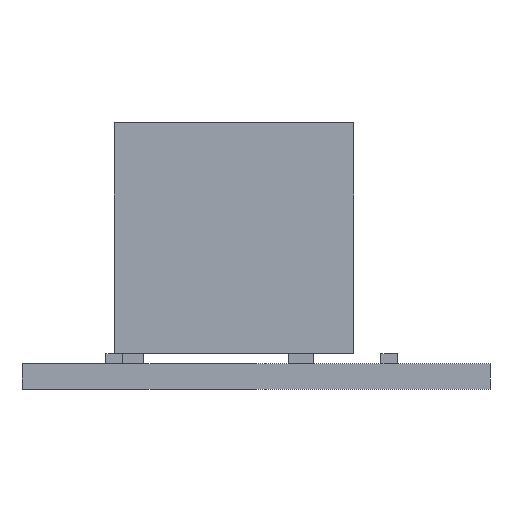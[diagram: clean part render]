
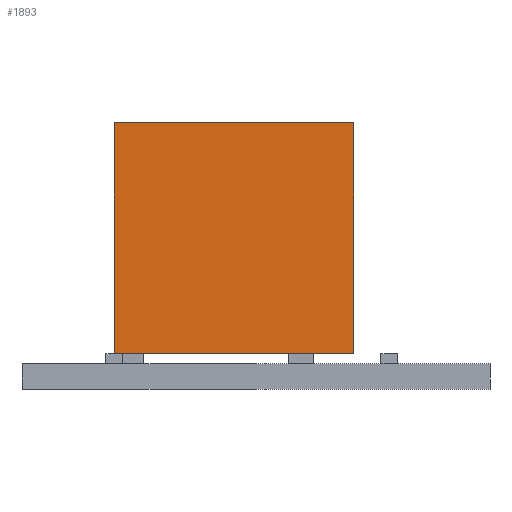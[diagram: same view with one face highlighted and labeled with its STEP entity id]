
A CAD part, front view. The second image highlights one B-rep face of the part: STEP entity #1893.
In plain terms, the highlighted face is planar.
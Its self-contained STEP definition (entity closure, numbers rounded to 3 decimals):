
#18 = CARTESIAN_POINT ( 'NONE',  ( 57., 86., 0. ) ) ;
#105 = EDGE_CURVE ( 'NONE', #653, #1951, #296, .T. ) ;
#141 = PLANE ( 'NONE',  #1758 ) ;
#242 = LINE ( 'NONE', #717, #438 ) ;
#247 = EDGE_CURVE ( 'NONE', #1951, #1155, #1260, .T. ) ;
#268 = EDGE_LOOP ( 'NONE', ( #1282, #654, #519, #1856 ) ) ;
#296 = LINE ( 'NONE', #619, #540 ) ;
#429 = DIRECTION ( 'NONE',  ( -1., 0., 0. ) ) ;
#438 = VECTOR ( 'NONE', #916, 1000. ) ;
#519 = ORIENTED_EDGE ( 'NONE', *, *, #105, .F. ) ;
#533 = CARTESIAN_POINT ( 'NONE',  ( 0., 86., 55. ) ) ;
#540 = VECTOR ( 'NONE', #429, 1000. ) ;
#575 = EDGE_CURVE ( 'NONE', #1016, #1155, #1152, .T. ) ;
#619 = CARTESIAN_POINT ( 'NONE',  ( 0., 86., 55. ) ) ;
#646 = VECTOR ( 'NONE', #1741, 1000. ) ;
#647 = CARTESIAN_POINT ( 'NONE',  ( 0., 86., 55. ) ) ;
#653 = VERTEX_POINT ( 'NONE', #693 ) ;
#654 = ORIENTED_EDGE ( 'NONE', *, *, #247, .F. ) ;
#693 = CARTESIAN_POINT ( 'NONE',  ( 57., 86., 55. ) ) ;
#717 = CARTESIAN_POINT ( 'NONE',  ( 57., 86., 55. ) ) ;
#825 = CARTESIAN_POINT ( 'NONE',  ( 0., 86., 0. ) ) ;
#916 = DIRECTION ( 'NONE',  ( 0., 0., -1. ) ) ;
#970 = DIRECTION ( 'NONE',  ( 0., 0., -1. ) ) ;
#1016 = VERTEX_POINT ( 'NONE', #18 ) ;
#1152 = LINE ( 'NONE', #1438, #646 ) ;
#1155 = VERTEX_POINT ( 'NONE', #825 ) ;
#1260 = LINE ( 'NONE', #1278, #1621 ) ;
#1270 = EDGE_CURVE ( 'NONE', #653, #1016, #242, .T. ) ;
#1278 = CARTESIAN_POINT ( 'NONE',  ( 0., 86., 55. ) ) ;
#1282 = ORIENTED_EDGE ( 'NONE', *, *, #575, .T. ) ;
#1438 = CARTESIAN_POINT ( 'NONE',  ( 0., 86., 0. ) ) ;
#1499 = FACE_OUTER_BOUND ( 'NONE', #268, .T. ) ;
#1597 = DIRECTION ( 'NONE',  ( 0., 0., -1. ) ) ;
#1621 = VECTOR ( 'NONE', #970, 1000. ) ;
#1655 = DIRECTION ( 'NONE',  ( 0., -1., 0. ) ) ;
#1741 = DIRECTION ( 'NONE',  ( -1., 0., 0. ) ) ;
#1758 = AXIS2_PLACEMENT_3D ( 'NONE', #647, #1655, #1597 ) ;
#1856 = ORIENTED_EDGE ( 'NONE', *, *, #1270, .T. ) ;
#1893 = ADVANCED_FACE ( 'NONE', ( #1499 ), #141, .F. ) ;
#1951 = VERTEX_POINT ( 'NONE', #533 ) ;
